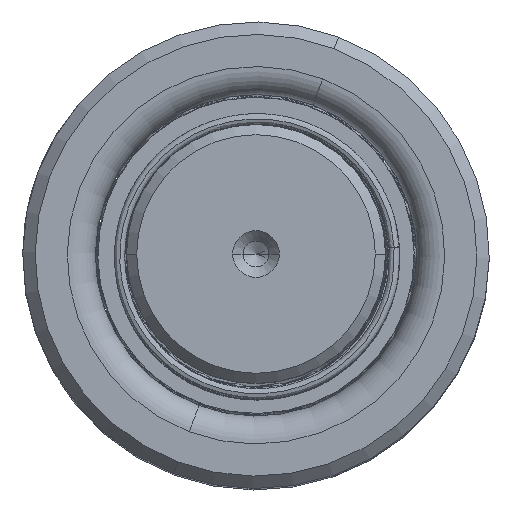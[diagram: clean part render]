
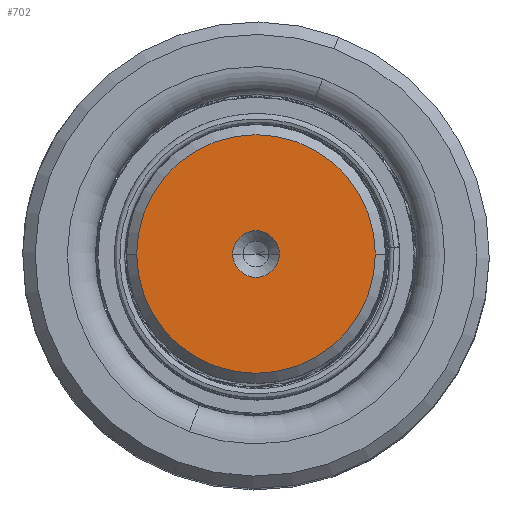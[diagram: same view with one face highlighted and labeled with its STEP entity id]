
A CAD part, top view. The second image highlights one B-rep face of the part: STEP entity #702.
In plain terms, the highlighted planar face has unit normal (0, 0, 1).
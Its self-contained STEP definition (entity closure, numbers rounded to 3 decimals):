
#702 = ADVANCED_FACE ( 'NONE', ( #7722, #46583 ), #1382, .T. ) ;
#1087 = CARTESIAN_POINT ( 'NONE',  ( 0., 0., 150. ) ) ;
#1382 = PLANE ( 'NONE',  #25210 ) ;
#3103 = CIRCLE ( 'NONE', #18170, 2.25 ) ;
#7219 = DIRECTION ( 'NONE',  ( 1., 0., 0. ) ) ;
#7453 = DIRECTION ( 'NONE',  ( 1., 0., 0. ) ) ;
#7454 = CARTESIAN_POINT ( 'NONE',  ( -2.25, 0., 150. ) ) ;
#7722 = FACE_BOUND ( 'NONE', #26567, .T. ) ;
#7834 = DIRECTION ( 'NONE',  ( 1., 0., 0. ) ) ;
#9941 = EDGE_CURVE ( 'NONE', #30577, #48129, #34948, .T. ) ;
#11514 = VERTEX_POINT ( 'NONE', #7454 ) ;
#11704 = CIRCLE ( 'NONE', #19292, 11.509 ) ;
#15017 = DIRECTION ( 'NONE',  ( 1., 0., 0. ) ) ;
#17955 = EDGE_CURVE ( 'NONE', #20463, #11514, #45870, .T. ) ;
#18170 = AXIS2_PLACEMENT_3D ( 'NONE', #39267, #21112, #7453 ) ;
#19292 = AXIS2_PLACEMENT_3D ( 'NONE', #1087, #24181, #46276 ) ;
#20463 = VERTEX_POINT ( 'NONE', #55055 ) ;
#20594 = ORIENTED_EDGE ( 'NONE', *, *, #49064, .T. ) ;
#21112 = DIRECTION ( 'NONE',  ( 0., 0., 1. ) ) ;
#21893 = CARTESIAN_POINT ( 'NONE',  ( 0., 0., 150. ) ) ;
#24181 = DIRECTION ( 'NONE',  ( 0., 0., 1. ) ) ;
#25210 = AXIS2_PLACEMENT_3D ( 'NONE', #46199, #37133, #15017 ) ;
#25663 = ORIENTED_EDGE ( 'NONE', *, *, #26887, .F. ) ;
#26457 = DIRECTION ( 'NONE',  ( 0., 0., 1. ) ) ;
#26567 = EDGE_LOOP ( 'NONE', ( #53503, #25663 ) ) ;
#26887 = EDGE_CURVE ( 'NONE', #11514, #20463, #3103, .T. ) ;
#30577 = VERTEX_POINT ( 'NONE', #35650 ) ;
#31024 = CARTESIAN_POINT ( 'NONE',  ( 11.509, 0., 150. ) ) ;
#31133 = EDGE_LOOP ( 'NONE', ( #52847, #20594 ) ) ;
#34948 = CIRCLE ( 'NONE', #55950, 11.509 ) ;
#35103 = DIRECTION ( 'NONE',  ( 0., 0., 1. ) ) ;
#35296 = CARTESIAN_POINT ( 'NONE',  ( 0., 0., 150. ) ) ;
#35650 = CARTESIAN_POINT ( 'NONE',  ( -11.509, 0., 150. ) ) ;
#37133 = DIRECTION ( 'NONE',  ( 0., 0., 1. ) ) ;
#39267 = CARTESIAN_POINT ( 'NONE',  ( 0., 0., 150. ) ) ;
#45870 = CIRCLE ( 'NONE', #47372, 2.25 ) ;
#46199 = CARTESIAN_POINT ( 'NONE',  ( 0., 0., 150. ) ) ;
#46276 = DIRECTION ( 'NONE',  ( 1., 0., 0. ) ) ;
#46583 = FACE_OUTER_BOUND ( 'NONE', #31133, .T. ) ;
#47372 = AXIS2_PLACEMENT_3D ( 'NONE', #35296, #35103, #7834 ) ;
#48129 = VERTEX_POINT ( 'NONE', #31024 ) ;
#49064 = EDGE_CURVE ( 'NONE', #48129, #30577, #11704, .T. ) ;
#52847 = ORIENTED_EDGE ( 'NONE', *, *, #9941, .T. ) ;
#53503 = ORIENTED_EDGE ( 'NONE', *, *, #17955, .F. ) ;
#55055 = CARTESIAN_POINT ( 'NONE',  ( 2.25, 0., 150. ) ) ;
#55950 = AXIS2_PLACEMENT_3D ( 'NONE', #21893, #26457, #7219 ) ;
